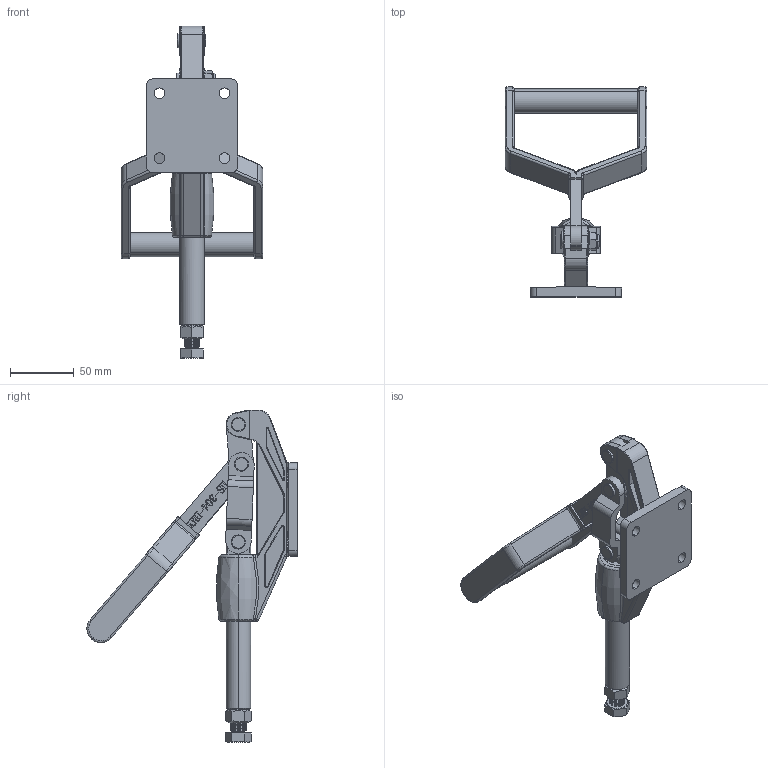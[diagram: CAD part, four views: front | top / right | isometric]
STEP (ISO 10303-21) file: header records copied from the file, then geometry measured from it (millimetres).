
FILE_DESCRIPTION (( 'STEP AP203' ), '1' );
FILE_NAME ('HS-304-HMY.STEP', '2020-04-24T00:42:22', ( '微软用户' ), ( '微软中国' ), 'SwSTEP 2.0', 'SolidWorks 2012', '' );
FILE_SCHEMA (( 'CONFIG_CONTROL_DESIGN' ));
Products named in the file (12): HS-304-HMY; hexagon head bolts-full thread gb_GB_FASTENER_BOLT_STBAB A M12X50-S; HMY忒參杶; 304-HMY忒參; M12 Nut; T倛种; 5-16 LOCK NUT; 304-05; 蟀裝; 騵艦杶; 階粣; 湮滄儂
Assembly tree (15 placements, depth 2):
  HS-304-HMY
    湮滄儂
    階粣
    騵艦杶  x2
    蟀裝  x2
    304-05
    5-16 LOCK NUT  x2
    T倛种  x2
    M12 Nut
    304-HMY忒參
    HMY忒參杶
    hexagon head bolts-full thread gb_GB_FASTENER_BOLT_STBAB A M12X50-S
Bounding box: 111 x 164.56 x 259.78 mm (x, y, z)
Volume: 258230.9 mm3; surface area: 130244.7 mm2
Topology: 15 solids, 16 shells, 2859 faces, 7282 edges, 4492 vertices
Faces by surface type: plane 1498, cylinder 875, cone 253, bspline 233
Entity records: 75647 total; most frequent: CARTESIAN_POINT 26973, ORIENTED_EDGE 10250, DIRECTION 9514, EDGE_CURVE 5125, AXIS2_PLACEMENT_3D 3274, VERTEX_POINT 3169, VECTOR 2966, LINE 2966
